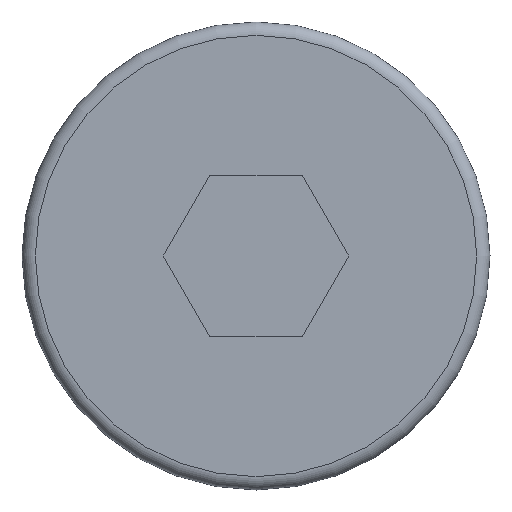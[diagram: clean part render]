
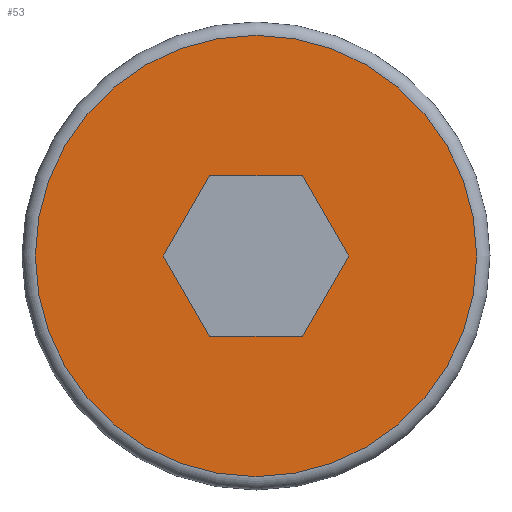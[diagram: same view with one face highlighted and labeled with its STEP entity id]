
A CAD part, left-side view. The second image highlights one B-rep face of the part: STEP entity #53.
In plain terms, the highlighted planar face has unit normal (-1, 0, 0).
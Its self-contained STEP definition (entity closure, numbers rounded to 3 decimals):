
#53 = ADVANCED_FACE( '', ( #119, #120 ), #121, .F. );
#119 = FACE_OUTER_BOUND( '', #202, .T. );
#120 = FACE_BOUND( '', #203, .T. );
#121 = PLANE( '', #204 );
#202 = EDGE_LOOP( '', ( #287 ) );
#203 = EDGE_LOOP( '', ( #288, #289, #290, #291, #292, #293 ) );
#204 = AXIS2_PLACEMENT_3D( '', #294, #295, #296 );
#287 = ORIENTED_EDGE( '', *, *, #420, .F. );
#288 = ORIENTED_EDGE( '', *, *, #421, .F. );
#289 = ORIENTED_EDGE( '', *, *, #422, .F. );
#290 = ORIENTED_EDGE( '', *, *, #423, .F. );
#291 = ORIENTED_EDGE( '', *, *, #424, .F. );
#292 = ORIENTED_EDGE( '', *, *, #425, .F. );
#293 = ORIENTED_EDGE( '', *, *, #426, .F. );
#294 = CARTESIAN_POINT( '', ( 0., 0., 0. ) );
#295 = DIRECTION( '', ( 1., 0., 0. ) );
#296 = DIRECTION( '', ( 0., 0., -1. ) );
#420 = EDGE_CURVE( '', #478, #478, #479, .T. );
#421 = EDGE_CURVE( '', #480, #481, #482, .T. );
#422 = EDGE_CURVE( '', #483, #480, #484, .T. );
#423 = EDGE_CURVE( '', #485, #483, #486, .T. );
#424 = EDGE_CURVE( '', #487, #485, #488, .T. );
#425 = EDGE_CURVE( '', #489, #487, #490, .T. );
#426 = EDGE_CURVE( '', #481, #489, #491, .T. );
#478 = VERTEX_POINT( '', #555 );
#479 = CIRCLE( '', #556, 16.5 );
#480 = VERTEX_POINT( '', #557 );
#481 = VERTEX_POINT( '', #558 );
#482 = LINE( '', #559, #560 );
#483 = VERTEX_POINT( '', #561 );
#484 = LINE( '', #562, #563 );
#485 = VERTEX_POINT( '', #564 );
#486 = LINE( '', #565, #566 );
#487 = VERTEX_POINT( '', #567 );
#488 = LINE( '', #568, #569 );
#489 = VERTEX_POINT( '', #570 );
#490 = LINE( '', #571, #572 );
#491 = LINE( '', #573, #574 );
#555 = CARTESIAN_POINT( '', ( 0., 0., -16.5 ) );
#556 = AXIS2_PLACEMENT_3D( '', #651, #652, #653 );
#557 = CARTESIAN_POINT( '', ( 0., -3.464, 6. ) );
#558 = CARTESIAN_POINT( '', ( 0., 3.464, 6. ) );
#559 = CARTESIAN_POINT( '', ( 0., 0., 6. ) );
#560 = VECTOR( '', #654, 1000. );
#561 = CARTESIAN_POINT( '', ( 0., -6.928, 0. ) );
#562 = CARTESIAN_POINT( '', ( 0., -5.196, 3. ) );
#563 = VECTOR( '', #655, 1000. );
#564 = CARTESIAN_POINT( '', ( 0., -3.464, -6. ) );
#565 = CARTESIAN_POINT( '', ( 0., -5.196, -3. ) );
#566 = VECTOR( '', #656, 1000. );
#567 = CARTESIAN_POINT( '', ( 0., 3.464, -6. ) );
#568 = CARTESIAN_POINT( '', ( 0., 0., -6. ) );
#569 = VECTOR( '', #657, 1000. );
#570 = CARTESIAN_POINT( '', ( 0., 6.928, 0. ) );
#571 = CARTESIAN_POINT( '', ( 0., 5.196, -3. ) );
#572 = VECTOR( '', #658, 1000. );
#573 = CARTESIAN_POINT( '', ( 0., 5.196, 3. ) );
#574 = VECTOR( '', #659, 1000. );
#651 = CARTESIAN_POINT( '', ( 0., 0., 0. ) );
#652 = DIRECTION( '', ( 1., 0., 0. ) );
#653 = DIRECTION( '', ( 0., 0., -1. ) );
#654 = DIRECTION( '', ( 0., 1., 0. ) );
#655 = DIRECTION( '', ( 0., 0.5, 0.866 ) );
#656 = DIRECTION( '', ( 0., -0.5, 0.866 ) );
#657 = DIRECTION( '', ( 0., -1., 0. ) );
#658 = DIRECTION( '', ( 0., -0.5, -0.866 ) );
#659 = DIRECTION( '', ( 0., 0.5, -0.866 ) );
